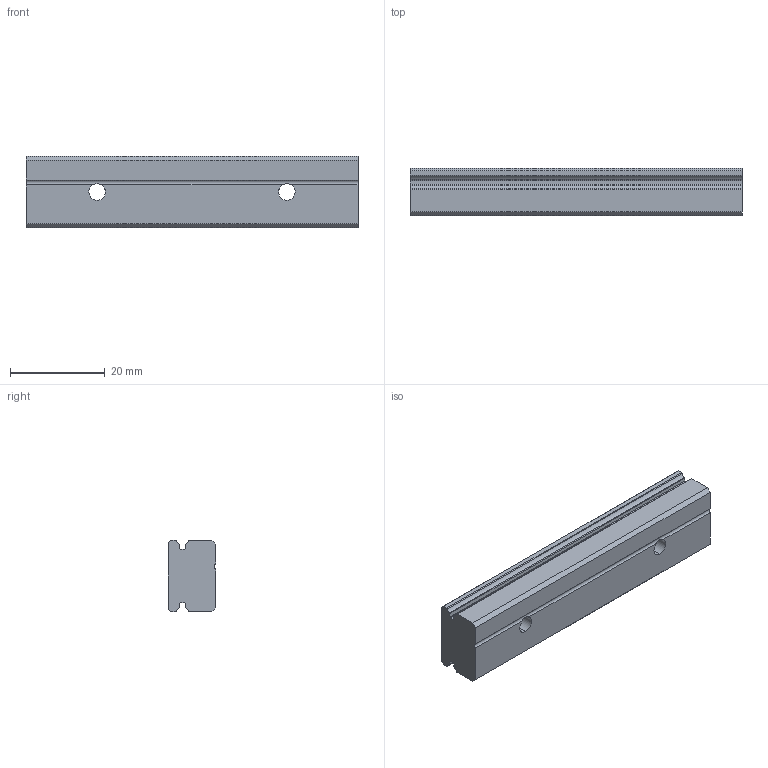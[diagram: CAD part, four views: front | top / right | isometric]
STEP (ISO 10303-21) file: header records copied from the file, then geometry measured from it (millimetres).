
FILE_DESCRIPTION (( 'STEP AP214' ), '1' );
FILE_NAME ('MGNR15.STEP', '2025-10-21T06:44:01', ( '' ), ( '' ), 'SwSTEP 2.0', 'SolidWorks 2024', '' );
FILE_SCHEMA (( 'AUTOMOTIVE_DESIGN' ));
Length unit declared in the file: millimetre
Products named in the file (1): MGNR15
Bounding box: 70 x 10 x 15 mm (x, y, z)
Volume: 9596.7 mm3; surface area: 4389 mm2
Topology: 1 solids, 1 shells, 315 faces, 870 edges, 580 vertices
Faces by surface type: plane 185, bspline 105, cylinder 25
Entity records: 15655 total; most frequent: CARTESIAN_POINT 8259, ORIENTED_EDGE 1740, DIRECTION 1128, EDGE_CURVE 870, LINE 606, VECTOR 606, VERTEX_POINT 580, EDGE_LOOP 342
